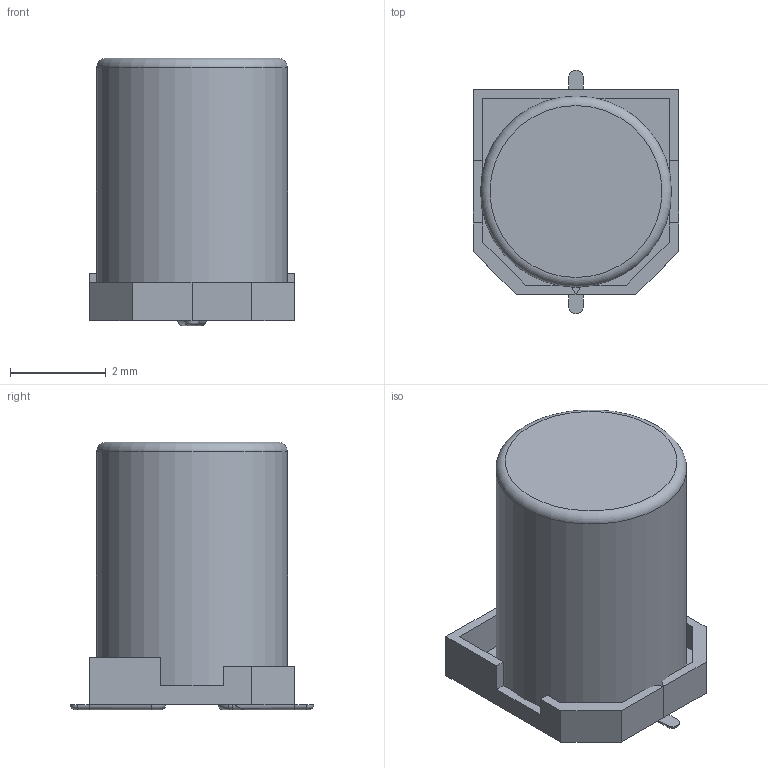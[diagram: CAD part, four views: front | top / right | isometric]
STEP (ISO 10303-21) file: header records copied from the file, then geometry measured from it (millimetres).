
FILE_DESCRIPTION(/* description */ (''),/* implementation_level */ '2;1');
FILE_NAME(/* name */ 'CAP ELEC SMD 4.3x4.3 5.step',/* time_stamp */ '2019-04-17T22:55:16+03:00',/* author */ (''),/* organization */ (''),/* preprocessor_version */ 'ST-DEVELOPER v17.2',/* originating_system */ 'Autodesk Translation Framework v7.6.0.251',/* authorisation */ '');
FILE_SCHEMA (('AUTOMOTIVE_DESIGN { 1 0 10303 214 3 1 1 }'));
Length unit declared in the file: millimetre
Products named in the file (2): (Unsaved); CAP ELEC SMD 4.3x4.3 5
Assembly tree (1 placements, depth 2):
  (Unsaved)
    CAP ELEC SMD 4.3x4.3 5
Bounding box: 4.3 x 5.1 x 5.6 mm (x, y, z)
Volume: 73 mm3; surface area: 151.7 mm2
Topology: 5 solids, 5 shells, 64 faces, 168 edges, 111 vertices
Faces by surface type: plane 44, cylinder 13, torus 5, bspline 2
Full cylindrical faces by diameter (mm): 4 x1
Entity records: 2187 total; most frequent: CARTESIAN_POINT 510, ORIENTED_EDGE 336, DIRECTION 324, EDGE_CURVE 168, LINE 126, VECTOR 126, VERTEX_POINT 111, AXIS2_PLACEMENT_3D 99
